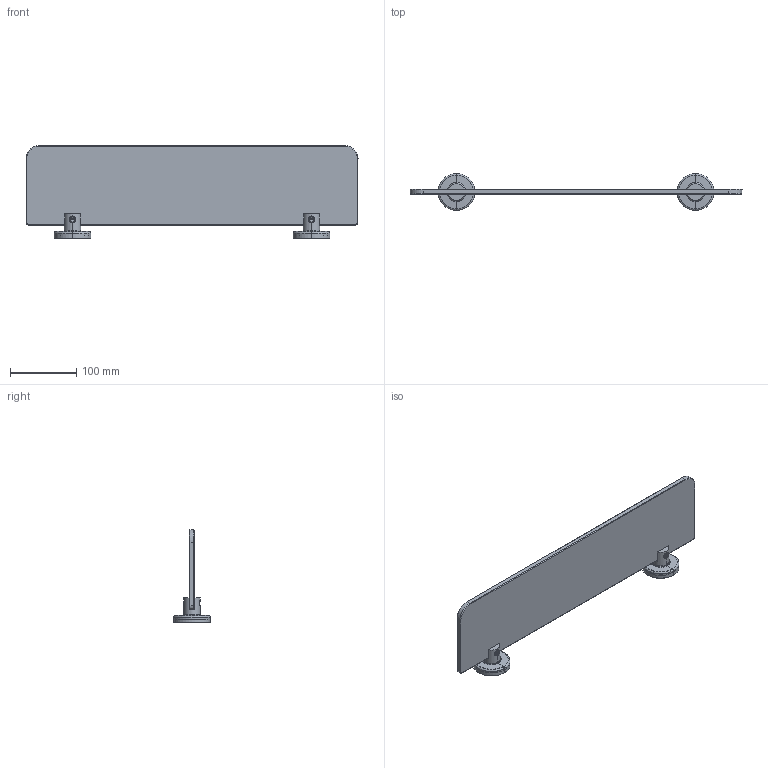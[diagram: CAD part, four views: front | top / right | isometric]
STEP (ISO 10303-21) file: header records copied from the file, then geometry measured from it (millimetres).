
FILE_DESCRIPTION (( 'STEP AP203' ), '1' );
FILE_NAME ('ASM13.stp', '2021-05-14T05:40:07', ( '' ), ( '' ), 'SwSTEP 2.0', 'SolidWorks 2021', '' );
FILE_SCHEMA (( 'CONFIG_CONTROL_DESIGN' ));
Length unit declared in the file: millimetre
Products named in the file (11): PT3131; PLSBL1008; PT0001; BOLIJIAT0_ASM; ASM13; PT0002; PT3131_2; T0_ASM; PBL52012008; FHM5; PLSWLJ0508
Assembly tree (12 placements, depth 4):
  ASM13
    PBL52012008
    BOLIJIAT0_ASM  x2
      PT3131
      PT3131_2
      PLSBL1008
      T0_ASM
        PT0002
        PT0001
        FHM5
    PLSWLJ0508  x2
Bounding box: 500 x 55.4 x 140 mm (x, y, z)
Volume: 503870.5 mm3; surface area: 166667.4 mm2
Topology: 13 solids, 15 shells, 1190 faces, 3326 edges, 2174 vertices
Faces by surface type: cylinder 350, bspline 338, plane 284, cone 166, torus 52
Entity records: 34849 total; most frequent: CARTESIAN_POINT 20675, ORIENTED_EDGE 3378, DIRECTION 1810, EDGE_CURVE 1691, VERTEX_POINT 1103, B_SPLINE_CURVE_WITH_KNOTS 827, AXIS2_PLACEMENT_3D 676, EDGE_LOOP 630
